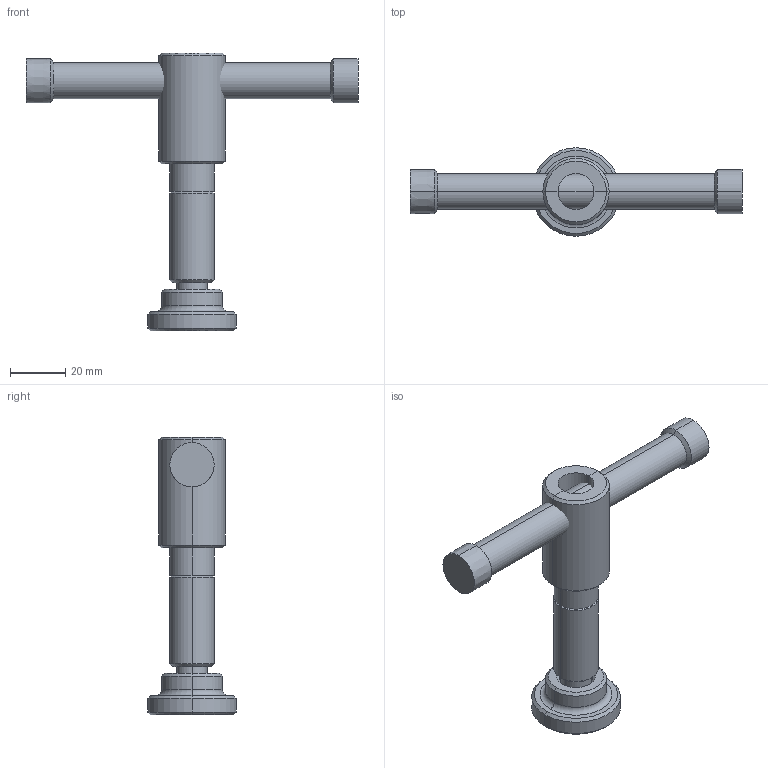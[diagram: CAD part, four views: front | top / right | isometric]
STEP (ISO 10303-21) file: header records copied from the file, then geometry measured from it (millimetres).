
FILE_DESCRIPTION(('STEP AP214'),'1');
FILE_NAME('HALDERN_EH_24500_0116.stp','2014-09-15T07:39:39',('TraceParts'),('TraceParts S.A.'),'XStep 1.0',' ',' ');
FILE_SCHEMA(('automotive_design'));
Length unit declared in the file: millimetre
Products named in the file (3): 1; 2; 3
Bounding box: 120 x 32 x 100.4 mm (x, y, z)
Volume: 49075.4 mm3; surface area: 15991.8 mm2
Topology: 3 solids, 3 shells, 74 faces, 148 edges, 79 vertices
Faces by surface type: cone 28, cylinder 24, plane 8, torus 8, revolution 6
Entity records: 3633 total; most frequent: DIRECTION 374, CARTESIAN_POINT 310, STYLED_ITEM 298, PRESENTATION_STYLE_ASSIGNMENT 298, COLOUR_RGB 298, ORIENTED_EDGE 284, AXIS2_PLACEMENT_3D 155, EDGE_CURVE 142
